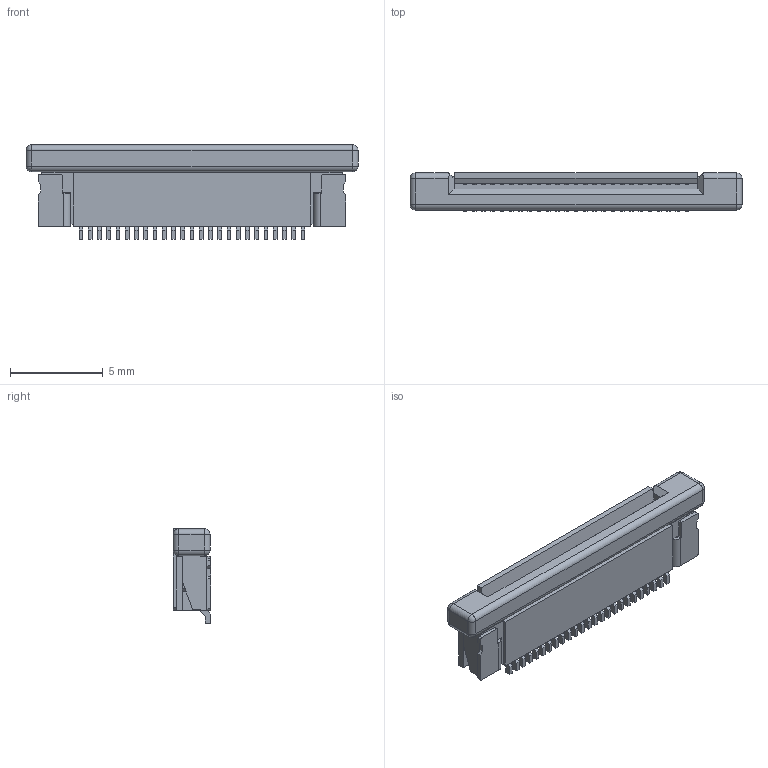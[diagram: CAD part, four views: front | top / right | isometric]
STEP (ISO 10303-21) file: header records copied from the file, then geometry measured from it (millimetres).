
FILE_DESCRIPTION(/* description */ (''),/* implementation_level */ '2;1');
FILE_NAME(/* name */ 'c-2-1734839-5-c-3d.step',/* time_stamp */ '2022-02-11T18:28:05+01:00',/* author */ (''),/* organization */ (''),/* preprocessor_version */ 'ST-DEVELOPER v18.1',/* originating_system */ 'Autodesk Translation Framework v10.13.0.1454',/* authorisation */ '');
FILE_SCHEMA (('AUTOMOTIVE_DESIGN { 1 0 10303 214 3 1 1 }'));
Length unit declared in the file: millimetre
Products named in the file (1): (Unsaved)
Bounding box: 17.93 x 2.05 x 5.11 mm (x, y, z)
Volume: 126.4 mm3; surface area: 396.8 mm2
Topology: 1 solids, 1 shells, 464 faces, 1285 edges, 838 vertices
Faces by surface type: plane 401, cylinder 55, sphere 8
Entity records: 14893 total; most frequent: CARTESIAN_POINT 2588, ORIENTED_EDGE 2570, DIRECTION 2327, EDGE_CURVE 1285, LINE 1173, VECTOR 1173, VERTEX_POINT 838, AXIS2_PLACEMENT_3D 577
